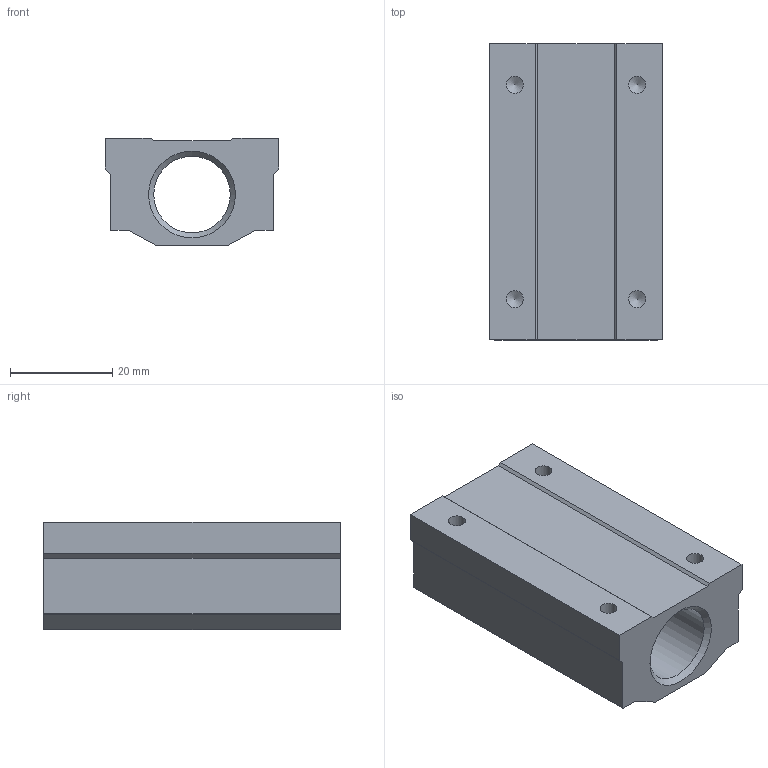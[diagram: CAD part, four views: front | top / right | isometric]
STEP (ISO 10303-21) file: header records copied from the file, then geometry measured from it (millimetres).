
FILE_DESCRIPTION(/* description */ (''),/* implementation_level */ '2;1');
FILE_NAME(/* name */ 'Slider block D15 v1.step',/* time_stamp */ '2023-08-23T02:03:06+08:00',/* author */ (''),/* organization */ (''),/* preprocessor_version */ 'ST-DEVELOPER v20',/* originating_system */ 'Autodesk Translation Framework v12.9.0.99',/* authorisation */ '');
FILE_SCHEMA (('AUTOMOTIVE_DESIGN { 1 0 10303 214 3 1 1 }'));
Length unit declared in the file: millimetre
Products named in the file (1): Slider block D15
Bounding box: 34 x 58 x 21 mm (x, y, z)
Volume: 26515.9 mm3; surface area: 10019.3 mm2
Topology: 1 solids, 1 shells, 31 faces, 81 edges, 52 vertices
Faces by surface type: plane 18, cylinder 7, cone 6
Full cylindrical faces by diameter (mm): 3.332 x4, 15 x1
Entity records: 960 total; most frequent: CARTESIAN_POINT 161, DIRECTION 157, ORIENTED_EDGE 154, EDGE_CURVE 77, LINE 61, VECTOR 61, VERTEX_POINT 52, AXIS2_PLACEMENT_3D 48
